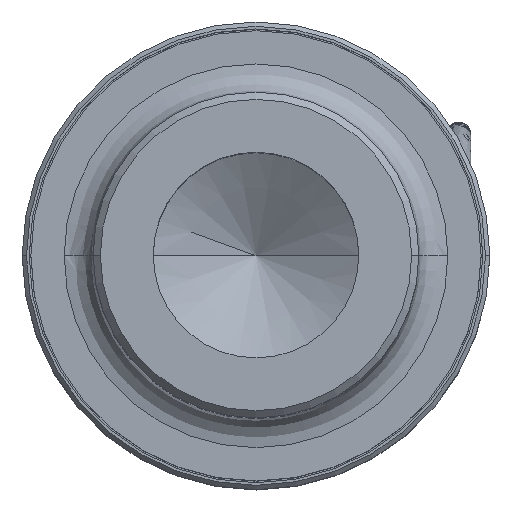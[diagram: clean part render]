
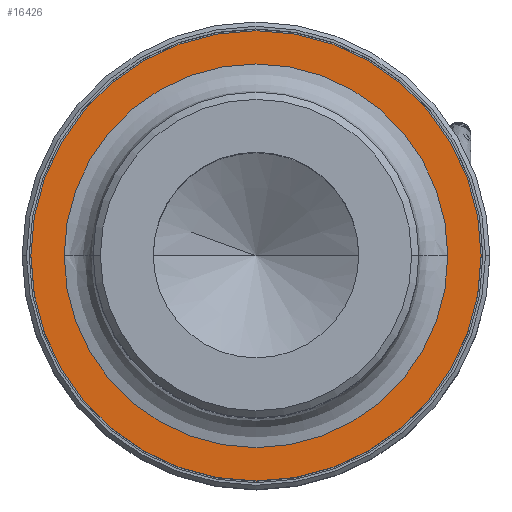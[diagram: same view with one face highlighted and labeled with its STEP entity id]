
A CAD part, top view. The second image highlights one B-rep face of the part: STEP entity #16426.
In plain terms, the highlighted planar face has unit normal (0, 0, 1).
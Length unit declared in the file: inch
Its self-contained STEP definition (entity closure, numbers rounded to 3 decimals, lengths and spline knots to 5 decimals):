
#190=CARTESIAN_POINT('',(1.555,0.0,0.75));
#191=VERTEX_POINT('',#190);
#207=CARTESIAN_POINT('',(-1.555,0.,0.75));
#208=VERTEX_POINT('',#207);
#215=CARTESIAN_POINT('',(0.,0.0,0.75));
#216=DIRECTION('',(0.0,0.0,-1.0));
#217=DIRECTION('',(1.0,0.0,0.0));
#218=AXIS2_PLACEMENT_3D('',#215,#216,#217);
#219=CIRCLE('',#218,1.555);
#220=EDGE_CURVE('',#208,#191,#219,.T.);
#280=CARTESIAN_POINT('',(-1.325,0.0,0.75));
#281=VERTEX_POINT('',#280);
#298=CARTESIAN_POINT('',(1.325,0.0,0.75));
#299=VERTEX_POINT('',#298);
#307=CARTESIAN_POINT('',(0.,0.0,0.75));
#308=DIRECTION('',(0.0,0.0,-1.0));
#309=DIRECTION('',(1.0,0.0,0.0));
#310=AXIS2_PLACEMENT_3D('',#307,#308,#309);
#311=CIRCLE('',#310,1.325);
#312=EDGE_CURVE('',#281,#299,#311,.T.);
#16395=CARTESIAN_POINT('',(0.,0.0,0.75));
#16396=DIRECTION('',(0.0,0.0,-1.0));
#16397=DIRECTION('',(1.0,0.0,0.0));
#16398=AXIS2_PLACEMENT_3D('',#16395,#16396,#16397);
#16399=CIRCLE('',#16398,1.325);
#16400=EDGE_CURVE('',#299,#281,#16399,.T.);
#16407=CARTESIAN_POINT('',(1.44,0.0,0.75));
#16408=DIRECTION('',(0.0,0.0,1.0));
#16409=DIRECTION('',(1.0,0.0,0.0));
#16410=AXIS2_PLACEMENT_3D('',#16407,#16408,#16409);
#16411=PLANE('',#16410);
#16412=CARTESIAN_POINT('',(0.,0.0,0.75));
#16413=DIRECTION('',(0.0,0.0,-1.0));
#16414=DIRECTION('',(1.0,0.0,0.0));
#16415=AXIS2_PLACEMENT_3D('',#16412,#16413,#16414);
#16416=CIRCLE('',#16415,1.555);
#16417=EDGE_CURVE('',#191,#208,#16416,.T.);
#16418=ORIENTED_EDGE('',*,*,#16417,.F.);
#16419=ORIENTED_EDGE('',*,*,#220,.F.);
#16420=EDGE_LOOP('',(#16418,#16419));
#16421=FACE_OUTER_BOUND('',#16420,.T.);
#16422=ORIENTED_EDGE('',*,*,#16400,.T.);
#16423=ORIENTED_EDGE('',*,*,#312,.T.);
#16424=EDGE_LOOP('',(#16422,#16423));
#16425=FACE_BOUND('',#16424,.T.);
#16426=ADVANCED_FACE('',(#16421,#16425),#16411,.T.);
